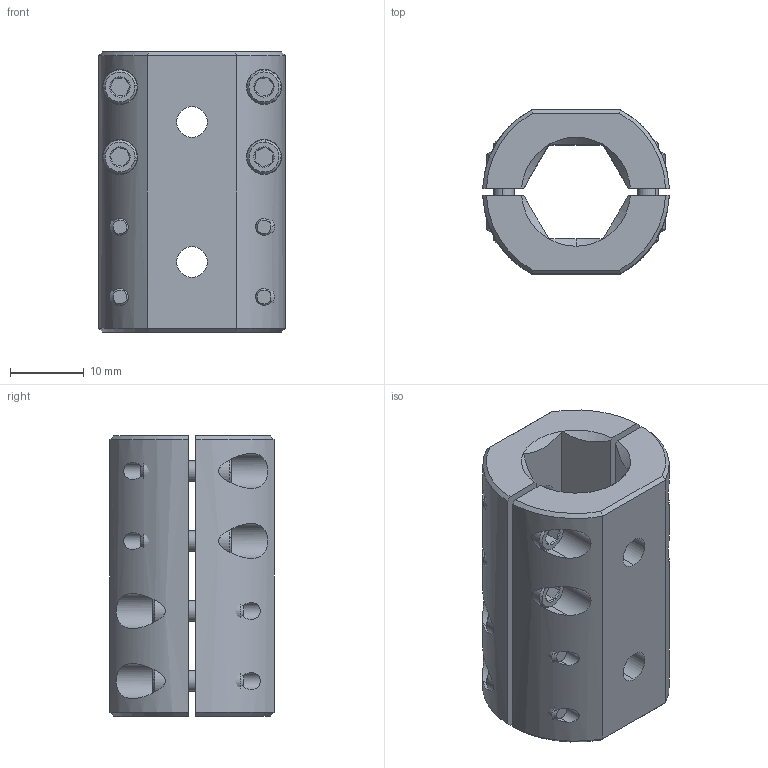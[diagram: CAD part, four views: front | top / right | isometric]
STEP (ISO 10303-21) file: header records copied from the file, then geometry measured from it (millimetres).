
FILE_DESCRIPTION (( 'STEP AP214' ), '1' );
FILE_NAME ('WCP-0801 Rev1.step', '2022-11-29T20:41:35', ( '' ), ( '' ), 'SwSTEP 2.0', 'SolidWorks 2020', '' );
FILE_SCHEMA (( 'AUTOMOTIVE_DESIGN' ));
Length unit declared in the file: inch
Products named in the file (1): WCP-0801 Rev1
Bounding box: 25.38 x 22.32 x 38.1 mm (x, y, z)
Volume: 11850.9 mm3; surface area: 8319.8 mm2
Topology: 10 solids, 10 shells, 318 faces, 686 edges, 412 vertices
Faces by surface type: cone 118, plane 108, cylinder 92
Entity records: 14079 total; most frequent: CARTESIAN_POINT 2847, DIRECTION 1484, ORIENTED_EDGE 1372, EDGE_CURVE 686, AXIS2_PLACEMENT_3D 605, VERTEX_POINT 412, EDGE_LOOP 382, UNCERTAINTY_MEASURE_WITH_UNIT 330
